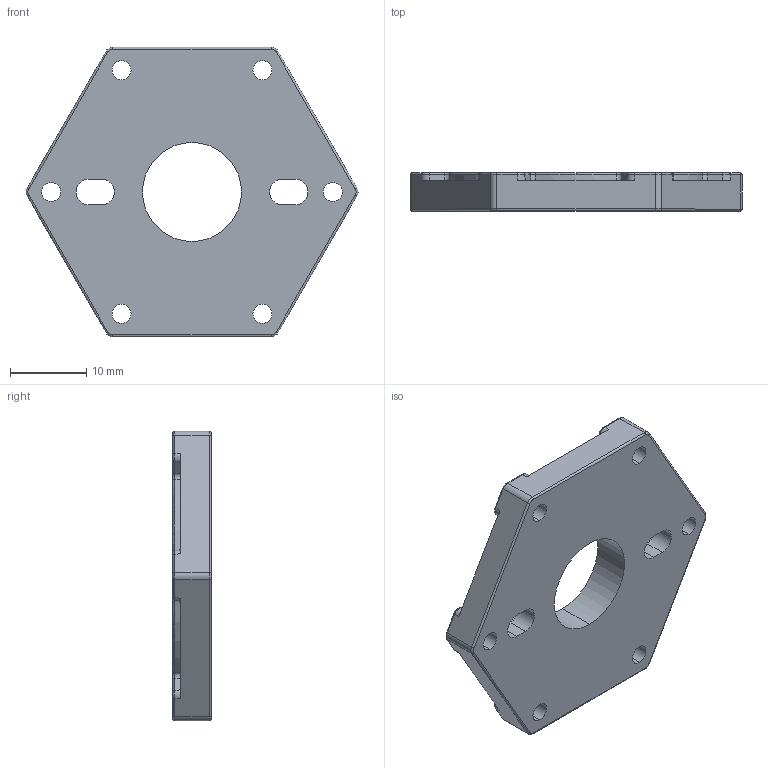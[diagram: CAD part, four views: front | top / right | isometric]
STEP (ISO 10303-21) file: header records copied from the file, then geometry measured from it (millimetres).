
FILE_DESCRIPTION (( 'STEP AP214' ), '1' );
FILE_NAME ('REV Robotics-REV-41-1607.STEP', '2020-04-10T22:43:29', ( '' ), ( '' ), 'SwSTEP 2.0', 'SolidWorks 2019', '' );
FILE_SCHEMA (( 'AUTOMOTIVE_DESIGN' ));
Length unit declared in the file: millimetre
Products named in the file (1): REV Robotics-REV-41-1607
Bounding box: 43.57 x 5 x 38 mm (x, y, z)
Volume: 4969.6 mm3; surface area: 3383.8 mm2
Topology: 1 solids, 1 shells, 170 faces, 426 edges, 260 vertices
Faces by surface type: cylinder 72, bspline 55, plane 36, cone 7
Entity records: 6094 total; most frequent: CARTESIAN_POINT 2317, ORIENTED_EDGE 852, DIRECTION 695, EDGE_CURVE 426, AXIS2_PLACEMENT_3D 260, VERTEX_POINT 260, EDGE_LOOP 190, LINE 175
